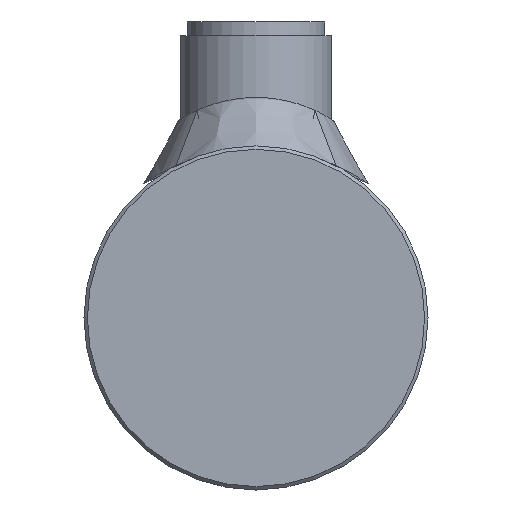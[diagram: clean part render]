
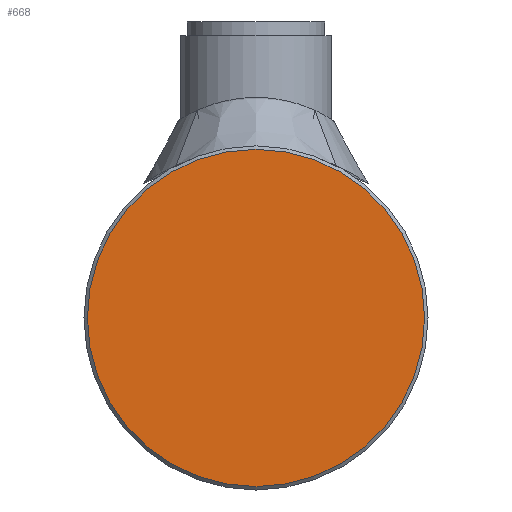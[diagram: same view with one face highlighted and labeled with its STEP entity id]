
A CAD part, left-side view. The second image highlights one B-rep face of the part: STEP entity #668.
In plain terms, the highlighted planar face has unit normal (-1, 0, 0).
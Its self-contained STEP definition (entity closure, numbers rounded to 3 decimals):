
#668 = ADVANCED_FACE( '', ( #1271 ), #1272, .T. );
#1271 = FACE_OUTER_BOUND( '', #3017, .T. );
#1272 = PLANE( '', #3018 );
#3017 = EDGE_LOOP( '', ( #5033 ) );
#3018 = AXIS2_PLACEMENT_3D( '', #5034, #5035, #5036 );
#5033 = ORIENTED_EDGE( '', *, *, #5799, .T. );
#5034 = CARTESIAN_POINT( '', ( -10., 0., 0. ) );
#5035 = DIRECTION( '', ( -1., 0., 0. ) );
#5036 = DIRECTION( '', ( 0., -1., 0. ) );
#5799 = EDGE_CURVE( '', #6402, #6402, #6403, .T. );
#6402 = VERTEX_POINT( '', #7757 );
#6403 = CIRCLE( '', #7758, 24.5 );
#7757 = CARTESIAN_POINT( '', ( -10., -24.5, 0. ) );
#7758 = AXIS2_PLACEMENT_3D( '', #8394, #8395, #8396 );
#8394 = CARTESIAN_POINT( '', ( -10., 0., 0. ) );
#8395 = DIRECTION( '', ( -1., 0., 0. ) );
#8396 = DIRECTION( '', ( 0., -1., 0. ) );
